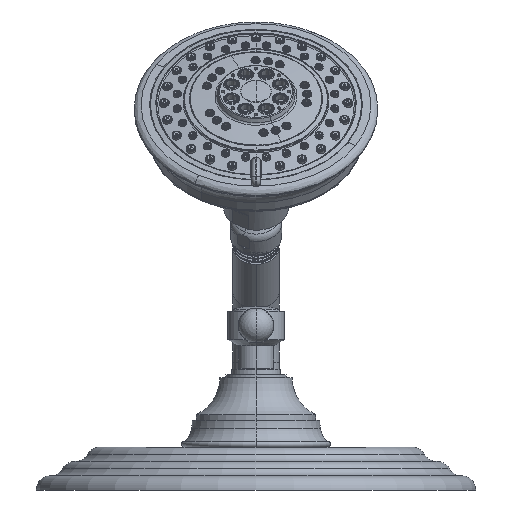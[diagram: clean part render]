
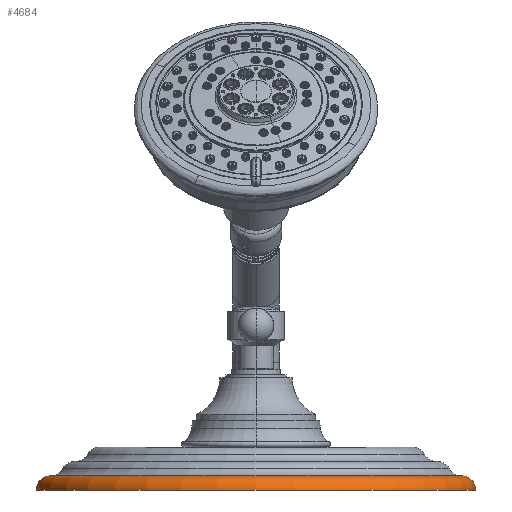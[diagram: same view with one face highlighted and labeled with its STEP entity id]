
A CAD part, front view. The second image highlights one B-rep face of the part: STEP entity #4684.
In plain terms, the highlighted toroidal (fillet/blend) face has major radius 92.075 mm and minor radius 6.35 mm.
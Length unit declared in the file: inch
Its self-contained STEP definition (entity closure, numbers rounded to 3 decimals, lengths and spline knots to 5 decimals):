
#562=CARTESIAN_POINT('',(0.,0.,0.25));
#563=DIRECTION('',(0.,0.,-1.));
#564=DIRECTION('',(1.,0.,0.));
#565=AXIS2_PLACEMENT_3D('',#562,#563,#564);
#587=CARTESIAN_POINT('',(3.625,0.,0.));
#588=DIRECTION('',(0.,-1.,0.));
#589=DIRECTION('',(1.,0.,0.));
#590=AXIS2_PLACEMENT_3D('',#587,#588,#589);
#592=CARTESIAN_POINT('',(-3.625,0.,0.));
#593=DIRECTION('',(0.,1.,0.));
#594=DIRECTION('',(-1.,0.,0.));
#595=AXIS2_PLACEMENT_3D('',#592,#593,#594);
#597=CARTESIAN_POINT('',(0.,0.,0.));
#598=DIRECTION('',(0.,0.,-1.));
#599=DIRECTION('',(1.,0.,0.));
#600=AXIS2_PLACEMENT_3D('',#597,#598,#599);
#3460=CARTESIAN_POINT('',(3.625,0.,0.25));
#3462=VERTEX_POINT('',#3460);
#3470=CARTESIAN_POINT('',(-3.625,0.,0.25));
#3472=VERTEX_POINT('',#3470);
#4044=CARTESIAN_POINT('',(3.875,0.,0.));
#4045=CARTESIAN_POINT('',(-3.875,0.,0.));
#4046=VERTEX_POINT('',#4044);
#4047=VERTEX_POINT('',#4045);
#4673=CARTESIAN_POINT('',(0.,0.,0.));
#4674=DIRECTION('',(0.,0.,-1.));
#4675=DIRECTION('',(-1.,0.,0.));
#4676=AXIS2_PLACEMENT_3D('',#4673,#4674,#4675);
#4677=TOROIDAL_SURFACE('',#4676,3.625,0.25);
#4678=ORIENTED_EDGE('',*,*,#4667,.T.);
#4679=ORIENTED_EDGE('',*,*,#4657,.T.);
#4680=ORIENTED_EDGE('',*,*,#4626,.F.);
#4681=ORIENTED_EDGE('',*,*,#4654,.F.);
#4682=EDGE_LOOP('',(#4678,#4679,#4680,#4681));
#4683=FACE_OUTER_BOUND('',#4682,.F.);
#4684=ADVANCED_FACE('',(#4683),#4677,.T.);
#566=CIRCLE('',#565,3.625);
#591=CIRCLE('',#590,0.25);
#596=CIRCLE('',#595,0.25);
#601=CIRCLE('',#600,3.875);
#4626=EDGE_CURVE('',#3462,#3472,#566,.T.);
#4654=EDGE_CURVE('',#4046,#3462,#591,.T.);
#4657=EDGE_CURVE('',#4047,#3472,#596,.T.);
#4667=EDGE_CURVE('',#4046,#4047,#601,.T.);
